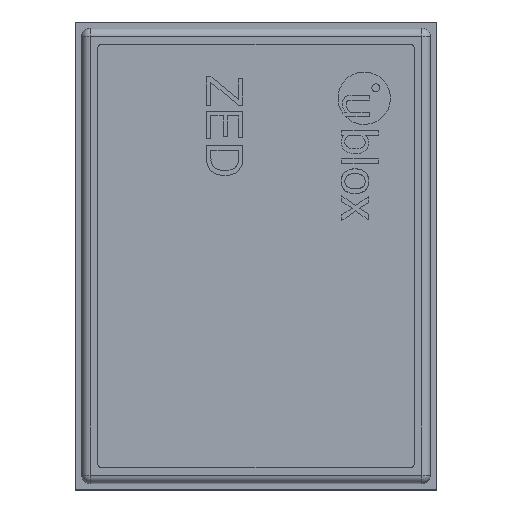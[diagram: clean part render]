
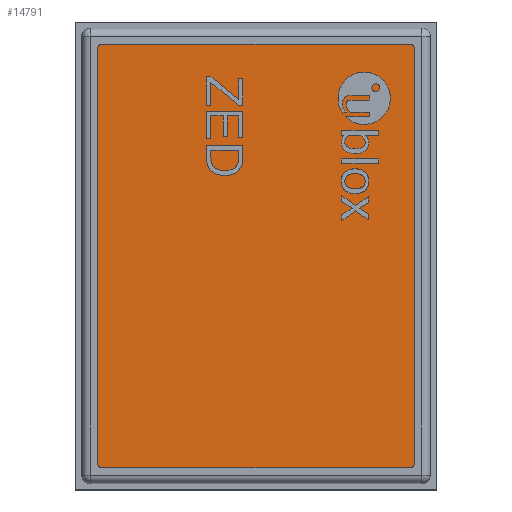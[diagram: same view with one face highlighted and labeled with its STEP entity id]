
A CAD part, top view. The second image highlights one B-rep face of the part: STEP entity #14791.
In plain terms, the highlighted planar face has unit normal (0, 0, 1).
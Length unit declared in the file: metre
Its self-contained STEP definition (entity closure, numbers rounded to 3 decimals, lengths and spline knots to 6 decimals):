
#209=CIRCLE('',#17045,0.0002);
#210=CIRCLE('',#17048,0.0002);
#211=CIRCLE('',#17051,0.0002);
#212=CIRCLE('',#17054,0.0002);
#4483=ORIENTED_EDGE('',*,*,#6501,.T.);
#4484=ORIENTED_EDGE('',*,*,#6502,.T.);
#4485=ORIENTED_EDGE('',*,*,#6488,.T.);
#4486=ORIENTED_EDGE('',*,*,#6491,.T.);
#4487=ORIENTED_EDGE('',*,*,#6493,.T.);
#4488=ORIENTED_EDGE('',*,*,#6495,.T.);
#4489=ORIENTED_EDGE('',*,*,#6497,.T.);
#4490=ORIENTED_EDGE('',*,*,#6499,.T.);
#6488=EDGE_CURVE('',#7794,#7793,#209,.T.);
#6491=EDGE_CURVE('',#7793,#7795,#9526,.T.);
#6493=EDGE_CURVE('',#7795,#7796,#210,.T.);
#6495=EDGE_CURVE('',#7796,#7797,#9529,.T.);
#6497=EDGE_CURVE('',#7797,#7798,#211,.T.);
#6499=EDGE_CURVE('',#7798,#7799,#9532,.T.);
#6501=EDGE_CURVE('',#7799,#7800,#212,.T.);
#6502=EDGE_CURVE('',#7800,#7794,#9534,.T.);
#7793=VERTEX_POINT('',#25237);
#7794=VERTEX_POINT('',#25239);
#7795=VERTEX_POINT('',#25243);
#7796=VERTEX_POINT('',#25247);
#7797=VERTEX_POINT('',#25251);
#7798=VERTEX_POINT('',#25255);
#7799=VERTEX_POINT('',#25259);
#7800=VERTEX_POINT('',#25263);
#9526=LINE('',#25244,#11296);
#9529=LINE('',#25252,#11299);
#9532=LINE('',#25260,#11302);
#9534=LINE('',#25266,#11304);
#11296=VECTOR('',#20656,1.);
#11299=VECTOR('',#20665,1.);
#11302=VECTOR('',#20674,1.);
#11304=VECTOR('',#20682,1.);
#12238=EDGE_LOOP('',(#4483,#4484,#4485,#4486,#4487,#4488,#4489,#4490));
#13118=FACE_BOUND('',#12238,.T.);
#13920=PLANE('',#17056);
#14791=ADVANCED_FACE('',(#13118),#13920,.T.);
#17045=AXIS2_PLACEMENT_3D('',#25238,#20650,#20651);
#17048=AXIS2_PLACEMENT_3D('',#25248,#20660,#20661);
#17051=AXIS2_PLACEMENT_3D('',#25256,#20669,#20670);
#17054=AXIS2_PLACEMENT_3D('',#25264,#20678,#20679);
#17056=AXIS2_PLACEMENT_3D('',#25267,#20683,#20684);
#20650=DIRECTION('',(0.,0.,1.));
#20651=DIRECTION('',(1.,0.,0.));
#20656=DIRECTION('',(0.,-1.,0.));
#20660=DIRECTION('',(0.,0.,1.));
#20661=DIRECTION('',(1.,0.,0.));
#20665=DIRECTION('',(1.,0.,0.));
#20669=DIRECTION('',(0.,0.,1.));
#20670=DIRECTION('',(1.,0.,0.));
#20674=DIRECTION('',(0.,1.,0.));
#20678=DIRECTION('',(0.,0.,1.));
#20679=DIRECTION('',(1.,0.,0.));
#20682=DIRECTION('',(-1.,0.,0.));
#20683=DIRECTION('',(0.,0.,1.));
#20684=DIRECTION('',(1.,0.,0.));
#25237=CARTESIAN_POINT('',(-0.00745,0.00975,0.002485));
#25238=CARTESIAN_POINT('',(-0.00725,0.00975,0.002485));
#25239=CARTESIAN_POINT('',(-0.00725,0.00995,0.002485));
#25243=CARTESIAN_POINT('',(-0.00745,-0.00975,0.002485));
#25244=CARTESIAN_POINT('',(-0.00745,0.,0.002485));
#25247=CARTESIAN_POINT('',(-0.00725,-0.00995,0.002485));
#25248=CARTESIAN_POINT('',(-0.00725,-0.00975,0.002485));
#25251=CARTESIAN_POINT('',(0.00725,-0.00995,0.002485));
#25252=CARTESIAN_POINT('',(0.,-0.00995,0.002485));
#25255=CARTESIAN_POINT('',(0.00745,-0.00975,0.002485));
#25256=CARTESIAN_POINT('',(0.00725,-0.00975,0.002485));
#25259=CARTESIAN_POINT('',(0.00745,0.00975,0.002485));
#25260=CARTESIAN_POINT('',(0.00745,0.,0.002485));
#25263=CARTESIAN_POINT('',(0.00725,0.00995,0.002485));
#25264=CARTESIAN_POINT('',(0.00725,0.00975,0.002485));
#25266=CARTESIAN_POINT('',(0.,0.00995,0.002485));
#25267=CARTESIAN_POINT('',(0.,0.,0.002485));
